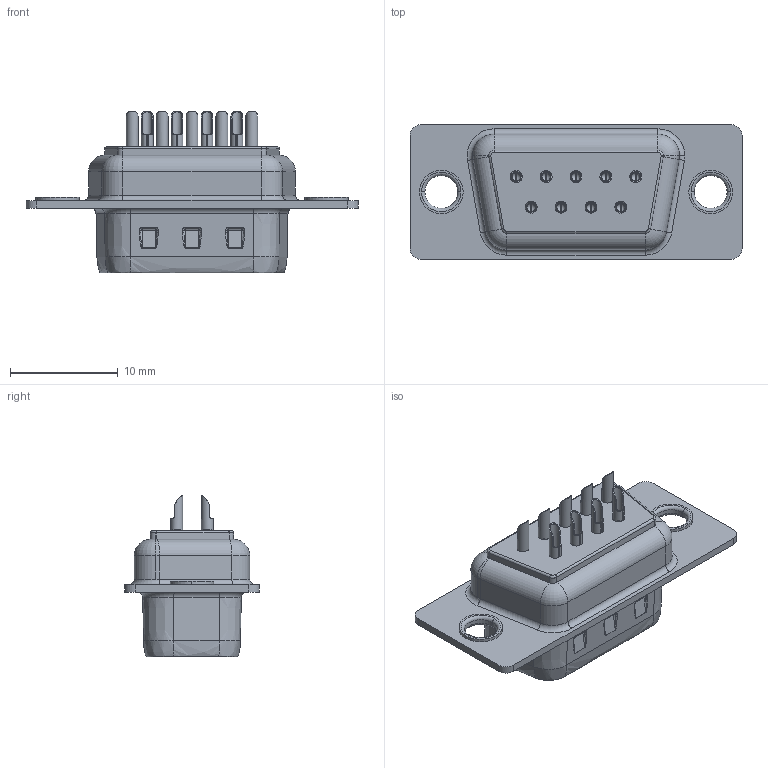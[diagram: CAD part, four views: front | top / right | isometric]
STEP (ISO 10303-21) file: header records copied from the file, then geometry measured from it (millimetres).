
FILE_DESCRIPTION (( 'STEP AP214' ), '1' );
FILE_NAME ('FDB0905-M0WS300K6KA-REF.STEP', '2024-10-15T01:36:27', ( '' ), ( '' ), 'SwSTEP 2.0', 'SolidWorks 2021', '' );
FILE_SCHEMA (( 'AUTOMOTIVE_DESIGN' ));
Length unit declared in the file: millimetre
Products named in the file (1): FDB0905-M0WS300K6KA-REF
Bounding box: 30.8 x 12.5 x 15 mm (x, y, z)
Volume: 1201.6 mm3; surface area: 2280.4 mm2
Topology: 1 solids, 2 shells, 564 faces, 1465 edges, 872 vertices
Faces by surface type: cylinder 236, plane 182, sphere 51, bspline 44, torus 41, cone 10
Entity records: 18065 total; most frequent: CARTESIAN_POINT 5277, ORIENTED_EDGE 2750, DIRECTION 2637, EDGE_CURVE 1375, AXIS2_PLACEMENT_3D 1006, VERTEX_POINT 830, VECTOR 625, LINE 625
